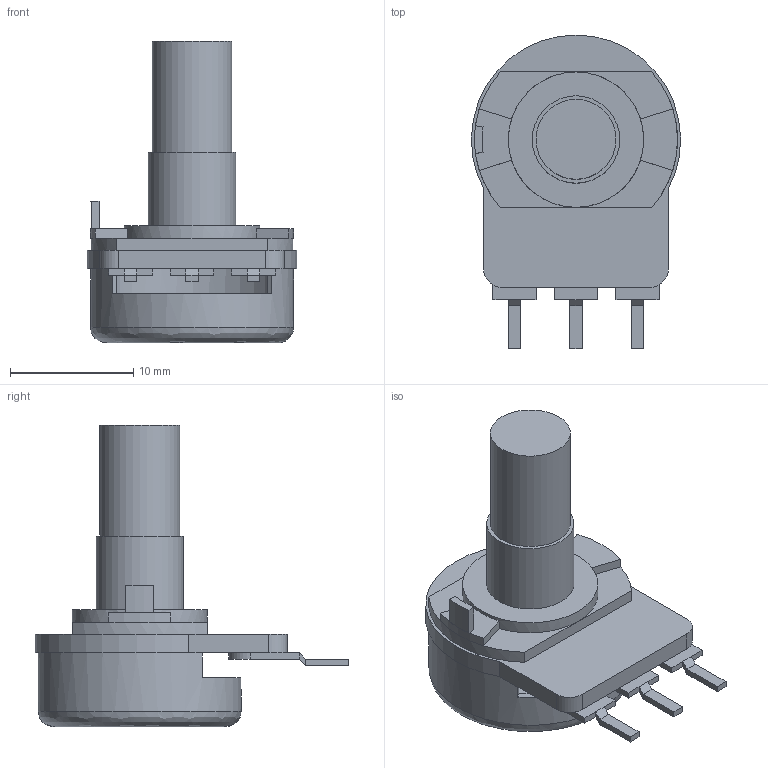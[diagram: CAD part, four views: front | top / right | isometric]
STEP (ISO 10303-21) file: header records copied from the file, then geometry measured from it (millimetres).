
FILE_DESCRIPTION(('FreeCAD Model'),'2;1');
FILE_NAME('Open CASCADE Shape Model','2024-11-26T17:55:11',(''),(''), 'Open CASCADE STEP processor 7.7','FreeCAD','Unknown');
FILE_SCHEMA(('AUTOMOTIVE_DESIGN { 1 0 10303 214 1 1 1 1 }'));
Length unit declared in the file: millimetre
Products named in the file (9): potentiometer_propio; pcb; cover; pcb_pin_array; AdditivePipe; shaft_base; shaft_support; shaft_screw; shaft_handle
Assembly tree (10 placements, depth 3):
  potentiometer_propio
    pcb
    cover
    pcb_pin_array
      AdditivePipe  x3
    shaft_base
    shaft_support
    shaft_screw
    shaft_handle
Bounding box: 16.99 x 25.5 x 24.5 mm (x, y, z)
Volume: 1608 mm3; surface area: 2672.6 mm2
Topology: 9 solids, 9 shells, 96 faces, 203 edges, 125 vertices
Faces by surface type: plane 78, cylinder 17, bspline 1
Full cylindrical faces by diameter (mm): 6.5 x1, 7.1 x1, 11 x1, 15.5 x1, 16.5 x1
Entity records: 2017 total; most frequent: CARTESIAN_POINT 394, DIRECTION 321, ORIENTED_EDGE 270, EDGE_CURVE 135, AXIS2_PLACEMENT_3D 115, LINE 91, VECTOR 91, VERTEX_POINT 85
